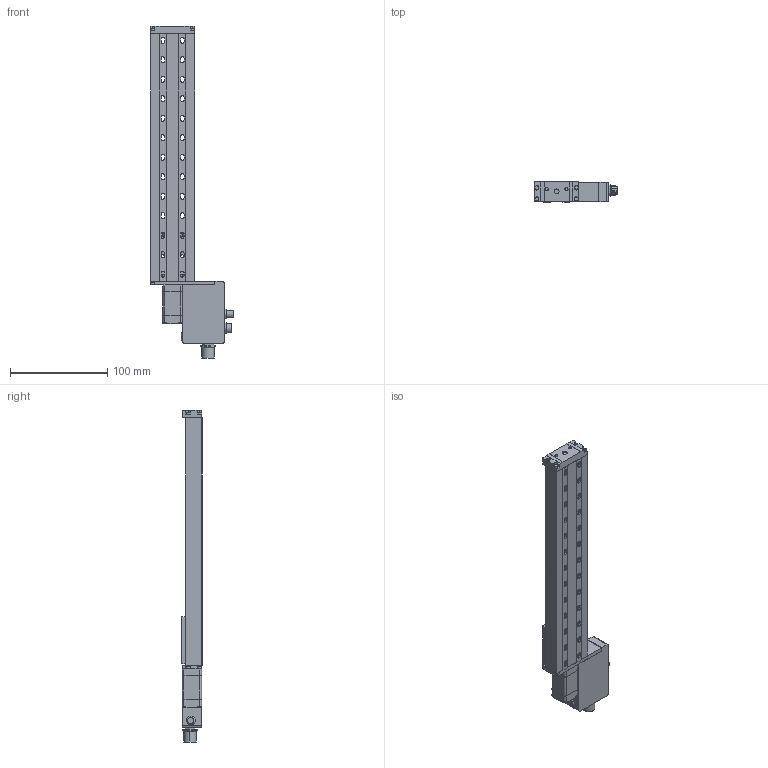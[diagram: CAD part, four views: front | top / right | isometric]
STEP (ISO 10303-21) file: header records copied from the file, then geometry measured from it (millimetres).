
FILE_DESCRIPTION (( 'STEP AP203' ), '1' );
FILE_NAME ('X-LSM200x.step', '2023-05-17T23:35:28', ( '' ), ( '' ), 'SwSTEP 2.0', 'SolidWorks 2019', '' );
FILE_SCHEMA (( 'CONFIG_CONTROL_DESIGN' ));
Length unit declared in the file: millimetre
Products named in the file (4): NMS08_motor^LSM_X-LSM; X-LSM200x; LSM_carriage^LSM_LSM; LSM_base^LSM_X-LSM200
Assembly tree (3 placements, depth 2):
  X-LSM200x
    NMS08_motor^LSM_X-LSM
    LSM_base^LSM_X-LSM200
    LSM_carriage^LSM_LSM
Bounding box: 84.81 x 21 x 340.8 mm (x, y, z)
Volume: 172298.6 mm3; surface area: 82634.6 mm2
Topology: 35 solids, 35 shells, 863 faces, 2164 edges, 1436 vertices
Faces by surface type: plane 465, cylinder 388, torus 6, cone 4
Entity records: 26590 total; most frequent: DIRECTION 4696, CARTESIAN_POINT 4481, ORIENTED_EDGE 4328, EDGE_CURVE 2164, AXIS2_PLACEMENT_3D 1667, VERTEX_POINT 1436, LINE 1362, VECTOR 1362
